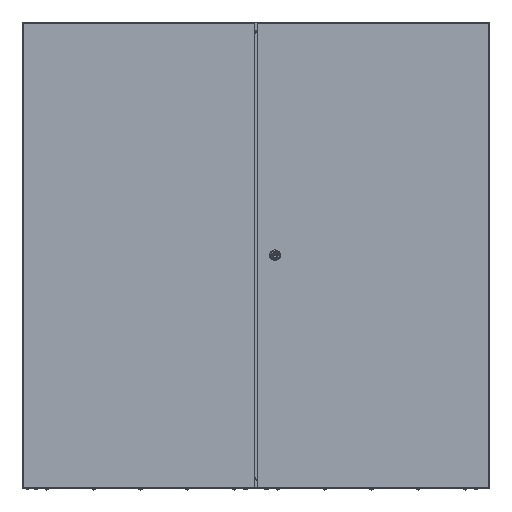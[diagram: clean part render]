
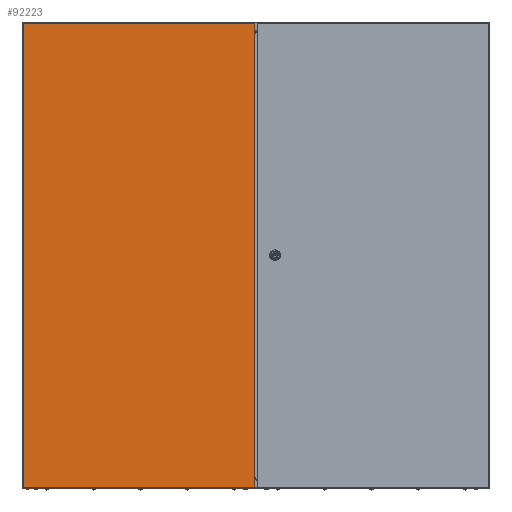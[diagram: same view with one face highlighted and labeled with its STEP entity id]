
A CAD part, top view. The second image highlights one B-rep face of the part: STEP entity #92223.
In plain terms, the highlighted planar face has unit normal (0, 0, 1).
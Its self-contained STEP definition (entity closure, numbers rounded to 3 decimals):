
#1437 = LINE ( 'NONE', #18289, #78318 ) ;
#2504 = CARTESIAN_POINT ( 'NONE',  ( 2.63, 3., 17.5 ) ) ;
#3422 = CARTESIAN_POINT ( 'NONE',  ( 2.63, 1197., 17.5 ) ) ;
#13640 = CARTESIAN_POINT ( 'NONE',  ( 2.63, 1197., 17.5 ) ) ;
#14631 = VECTOR ( 'NONE', #100656, 1000. ) ;
#17372 = CARTESIAN_POINT ( 'NONE',  ( 597.13, 1197., 17.5 ) ) ;
#17957 = ORIENTED_EDGE ( 'NONE', *, *, #38233, .T. ) ;
#18289 = CARTESIAN_POINT ( 'NONE',  ( 2.63, 1197., 17.5 ) ) ;
#20661 = EDGE_CURVE ( 'NONE', #33336, #77146, #21996, .T. ) ;
#20983 = VECTOR ( 'NONE', #43115, 1000. ) ;
#21996 = LINE ( 'NONE', #55189, #67513 ) ;
#25055 = AXIS2_PLACEMENT_3D ( 'NONE', #44906, #26401, #69456 ) ;
#26401 = DIRECTION ( 'NONE',  ( 0., 0., 1. ) ) ;
#33336 = VERTEX_POINT ( 'NONE', #2504 ) ;
#35524 = ORIENTED_EDGE ( 'NONE', *, *, #89625, .T. ) ;
#38233 = EDGE_CURVE ( 'NONE', #77146, #103303, #42918, .T. ) ;
#42918 = LINE ( 'NONE', #17372, #14631 ) ;
#43115 = DIRECTION ( 'NONE',  ( -1., 0., 0. ) ) ;
#43789 = ORIENTED_EDGE ( 'NONE', *, *, #55138, .T. ) ;
#44906 = CARTESIAN_POINT ( 'NONE',  ( 0., 0., 17.5 ) ) ;
#45649 = CARTESIAN_POINT ( 'NONE',  ( 597.13, 1197., 17.5 ) ) ;
#55138 = EDGE_CURVE ( 'NONE', #61239, #33336, #1437, .T. ) ;
#55189 = CARTESIAN_POINT ( 'NONE',  ( 2.63, 3., 17.5 ) ) ;
#61239 = VERTEX_POINT ( 'NONE', #13640 ) ;
#67513 = VECTOR ( 'NONE', #88484, 1000. ) ;
#67686 = LINE ( 'NONE', #3422, #20983 ) ;
#68959 = DIRECTION ( 'NONE',  ( 0., -1., 0. ) ) ;
#69456 = DIRECTION ( 'NONE',  ( 1., 0., 0. ) ) ;
#77146 = VERTEX_POINT ( 'NONE', #92665 ) ;
#78318 = VECTOR ( 'NONE', #68959, 1000. ) ;
#85300 = PLANE ( 'NONE',  #25055 ) ;
#88484 = DIRECTION ( 'NONE',  ( 1., 0., 0. ) ) ;
#89625 = EDGE_CURVE ( 'NONE', #103303, #61239, #67686, .T. ) ;
#92223 = ADVANCED_FACE ( 'NONE', ( #92386 ), #85300, .T. ) ;
#92386 = FACE_OUTER_BOUND ( 'NONE', #96462, .T. ) ;
#92665 = CARTESIAN_POINT ( 'NONE',  ( 597.13, 3., 17.5 ) ) ;
#96462 = EDGE_LOOP ( 'NONE', ( #43789, #104300, #17957, #35524 ) ) ;
#100656 = DIRECTION ( 'NONE',  ( 0., 1., 0. ) ) ;
#103303 = VERTEX_POINT ( 'NONE', #45649 ) ;
#104300 = ORIENTED_EDGE ( 'NONE', *, *, #20661, .T. ) ;
